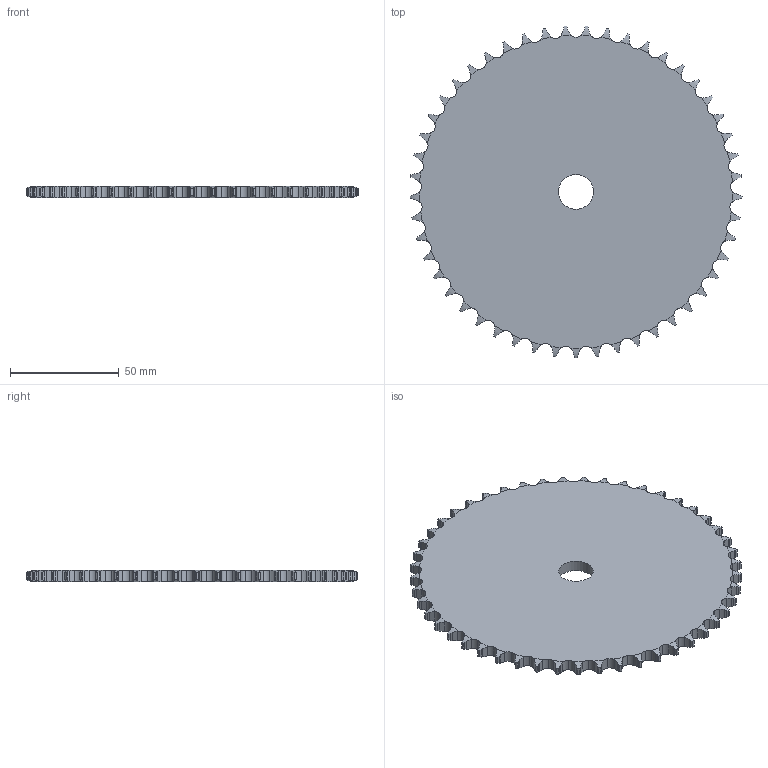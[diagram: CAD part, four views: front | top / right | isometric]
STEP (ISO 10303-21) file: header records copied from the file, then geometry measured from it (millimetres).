
FILE_DESCRIPTION(('FreeCAD Model'),'2;1');
FILE_NAME('Open CASCADE Shape Model','2022-02-06T09:52:35',('FreeCAD'),( 'FreeCAD'),'Open CASCADE STEP processor 7.4','FreeCAD','Unknown');
FILE_SCHEMA(('AUTOMOTIVE_DESIGN { 1 0 10303 214 1 1 1 1 }'));
Products named in the file (1): Open CASCADE STEP translator 7.4 42
Bounding box: 152.65 x 152.57 x 5.3 mm (x, y, z)
Volume: 87266.6 mm3; surface area: 36942.1 mm2
Topology: 1 solids, 1 shells, 544 faces, 1626 edges, 1084 vertices
Faces by surface type: cylinder 344, plane 100, torus 100
Full cylindrical faces by diameter (mm): 16 x1
Entity records: 48892 total; most frequent: CARTESIAN_POINT 21549, DIRECTION 3710, ORIENTED_EDGE 3252, PCURVE 3252, DEFINITIONAL_REPRESENTATION 3252, B_SPLINE_CURVE_WITH_KNOTS 2358, LINE 1824, VECTOR 1824
